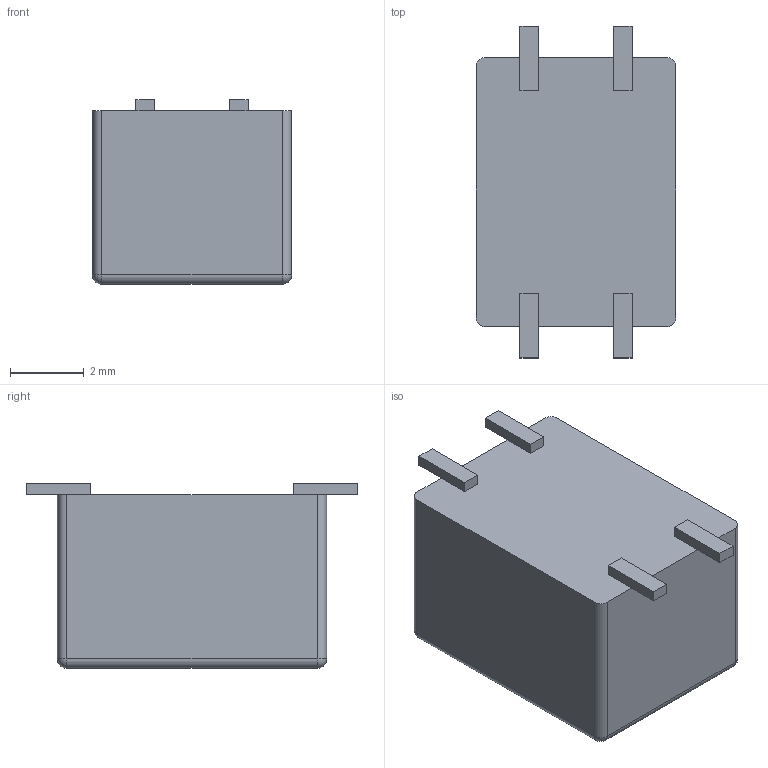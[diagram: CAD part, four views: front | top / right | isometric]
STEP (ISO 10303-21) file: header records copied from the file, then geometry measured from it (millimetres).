
FILE_DESCRIPTION((''),'2;1');
FILE_NAME('DR331','2012-08-01T',('ryans'),('Bourns, Inc.'),'PRO/ENGINEER BY PARAMETRIC TECHNOLOGY CORPORATION, 2010100','PRO/ENGINEER BY PARAMETRIC TECHNOLOGY CORPORATION, 2010100','');
FILE_SCHEMA(('CONFIG_CONTROL_DESIGN'));
Length unit declared in the file: millimetre
Products named in the file (1): DR331
Bounding box: 5.4 x 9 x 5 mm (x, y, z)
Volume: 185.7 mm3; surface area: 202.2 mm2
Topology: 1 solids, 1 shells, 42 faces, 100 edges, 60 vertices
Faces by surface type: plane 30, cylinder 8, sphere 4
Entity records: 1218 total; most frequent: CARTESIAN_POINT 202, DIRECTION 200, ORIENTED_EDGE 200, EDGE_CURVE 100, VECTOR 84, LINE 84, VERTEX_POINT 60, AXIS2_PLACEMENT_3D 58
